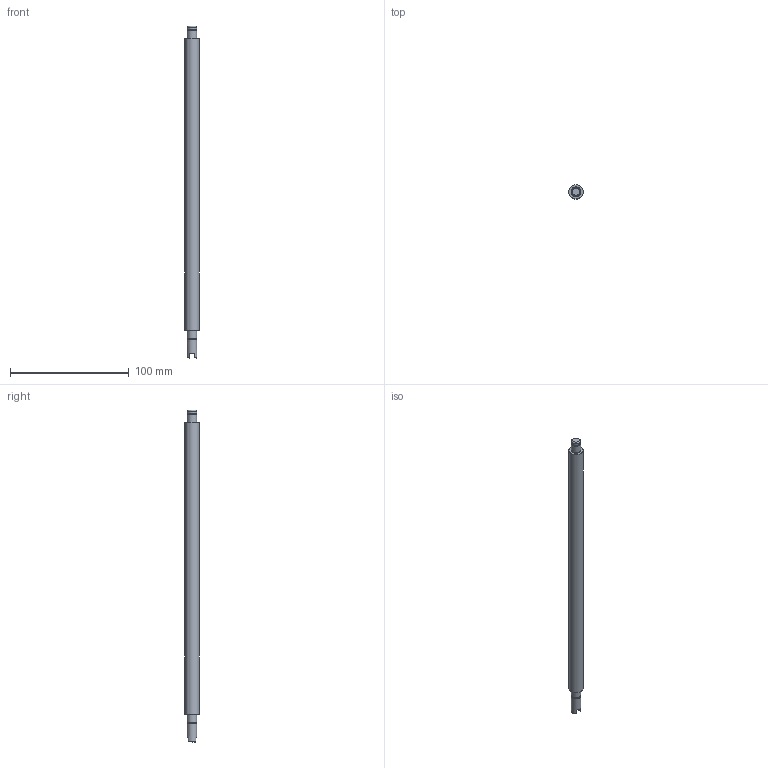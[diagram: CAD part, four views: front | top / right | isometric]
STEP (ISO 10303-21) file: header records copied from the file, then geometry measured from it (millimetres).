
FILE_DESCRIPTION(/* description */ (''),/* implementation_level */ '2;1');
FILE_NAME(/* name */ 'Lead Screw 12-3.stp',/* time_stamp */ '2025-04-21T21:19:29+02:00',/* author */ ('roone'),/* organization */ (''),/* preprocessor_version */ 'ST-DEVELOPER v20',/* originating_system */ 'Autodesk Inventor 2025',/* authorisation */ '');
FILE_SCHEMA (('AUTOMOTIVE_DESIGN { 1 0 10303 214 3 1 1 }'));
Length unit declared in the file: millimetre
Products named in the file (1): Lead Screw 12-3
Bounding box: 12 x 12 x 280 mm (x, y, z)
Volume: 29319.8 mm3; surface area: 10415 mm2
Topology: 1 solids, 1 shells, 24 faces, 43 edges, 28 vertices
Faces by surface type: plane 13, cylinder 8, torus 2, cone 1
Full cylindrical faces by diameter (mm): 3 x1, 7.6 x2, 8 x4, 12 x1
Entity records: 643 total; most frequent: DIRECTION 119, CARTESIAN_POINT 96, ORIENTED_EDGE 86, AXIS2_PLACEMENT_3D 51, EDGE_CURVE 43, EDGE_LOOP 31, VERTEX_POINT 28, CIRCLE 26
